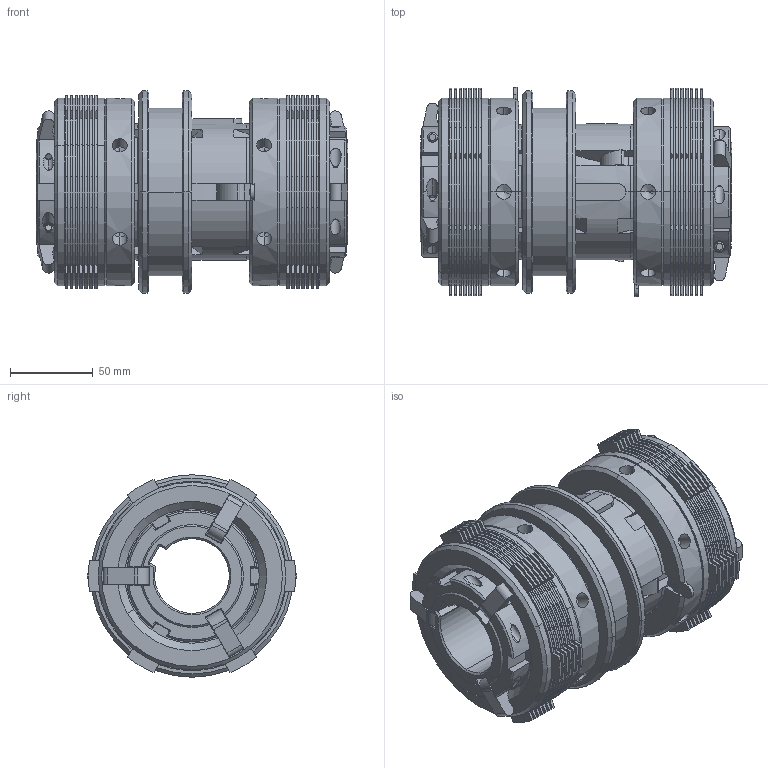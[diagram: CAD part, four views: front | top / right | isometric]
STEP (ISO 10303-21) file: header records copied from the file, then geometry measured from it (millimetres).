
FILE_DESCRIPTION (( 'STEP AP203' ), '1' );
FILE_NAME ('OD457.STEP', '2017-10-05T00:20:36', ( ' ' ), ( '' ), 'SwSTEP 2.0', 'SolidWorks 2009', '' );
FILE_SCHEMA (( 'CONFIG_CONTROL_DESIGN' ));
Length unit declared in the file: millimetre
Products named in the file (1): OD457
Bounding box: 188 x 126 x 122 mm (x, y, z)
Volume: 1187429.1 mm3; surface area: 285555.3 mm2
Topology: 1 solids, 59 shells, 1810 faces, 5215 edges, 3397 vertices
Faces by surface type: cylinder 845, plane 820, cone 139, torus 6
Entity records: 62065 total; most frequent: CARTESIAN_POINT 12833, DIRECTION 10644, ORIENTED_EDGE 10382, EDGE_CURVE 5191, AXIS2_PLACEMENT_3D 3890, VERTEX_POINT 3397, VECTOR 2864, LINE 2864
